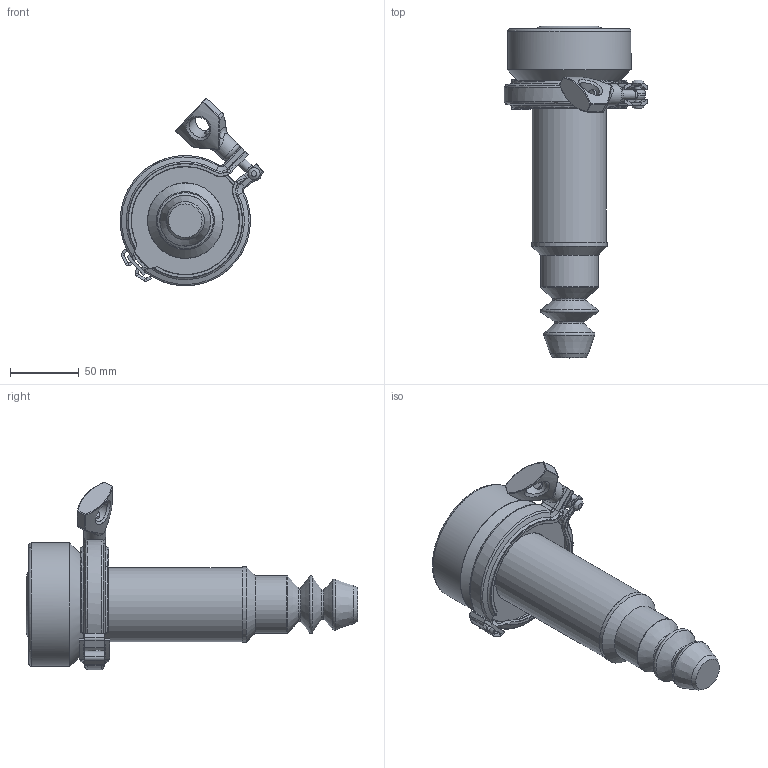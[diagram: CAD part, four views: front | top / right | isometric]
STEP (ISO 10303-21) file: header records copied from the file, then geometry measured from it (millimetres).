
FILE_DESCRIPTION((''),'2;1');
FILE_NAME('875547.stp','2008-08-06T09:22:31',('mbm'),(''),'Autodesk Inventor 2008','Autodesk Inventor 2008','');
FILE_SCHEMA(('AUTOMOTIVE_DESIGN { 1 0 10303 214 1 1 1 1 }'));
Length unit declared in the file: millimetre
Products named in the file (1): Part9
Bounding box: 104.76 x 242.1 x 136.61 mm (x, y, z)
Volume: 658467.9 mm3; surface area: 82785.2 mm2
Topology: 2 solids, 4 shells, 369 faces, 893 edges, 519 vertices
Faces by surface type: bspline 154, plane 92, cylinder 80, torus 25, cone 18
Full cylindrical faces by diameter (mm): 7 x2, 16 x2, 37.237 x2, 40.3 x1, 42 x1, 50 x2, 50.2 x1, 54 x1, 55 x1, 55.2 x1, 87 x2
Entity records: 22798 total; most frequent: CARTESIAN_POINT 15238, ORIENTED_EDGE 1642, DIRECTION 1122, EDGE_CURVE 821, VERTEX_POINT 503, AXIS2_PLACEMENT_3D 468, EDGE_LOOP 432, B_SPLINE_CURVE_WITH_KNOTS 376
